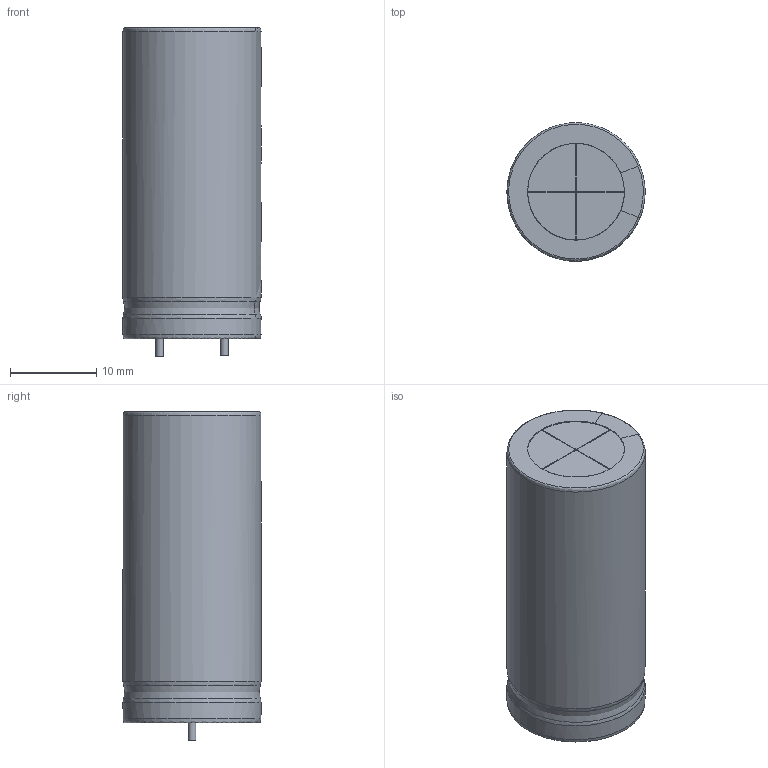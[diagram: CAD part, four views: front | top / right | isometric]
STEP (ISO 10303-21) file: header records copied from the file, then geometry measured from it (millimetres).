
FILE_DESCRIPTION(('FreeCAD Model'),'2;1');
FILE_NAME('Open CASCADE Shape Model','2022-05-21T12:43:41',('Author'),( ''),'Open CASCADE STEP processor 7.5','FreeCAD','Unknown');
FILE_SCHEMA(('AUTOMOTIVE_DESIGN { 1 0 10303 214 1 1 1 1 }'));
Length unit declared in the file: millimetre
Products named in the file (6): Shrink-Tube-Black-scaled; Golden-Stripe-scaled; Black-Stripes001; Bottom-Plate001; Pins001; Top-Plate001
Bounding box: 16 x 15.99 x 38 mm (x, y, z)
Surface area: 2244.2 mm2 (no closed solid volume)
Topology: 0 solids, 51 shells, 51 faces, 288 edges, 286 vertices
Faces by surface type: bspline 33, plane 16, cylinder 2
Full cylindrical faces by diameter (mm): 0.9 x2
Entity records: 7614 total; most frequent: CARTESIAN_POINT 4206, B_SPLINE_CURVE_WITH_KNOTS 358, ORIENTED_EDGE 290, PCURVE 290, DEFINITIONAL_REPRESENTATION 290, EDGE_CURVE 288, VERTEX_POINT 286, SURFACE_CURVE 286
